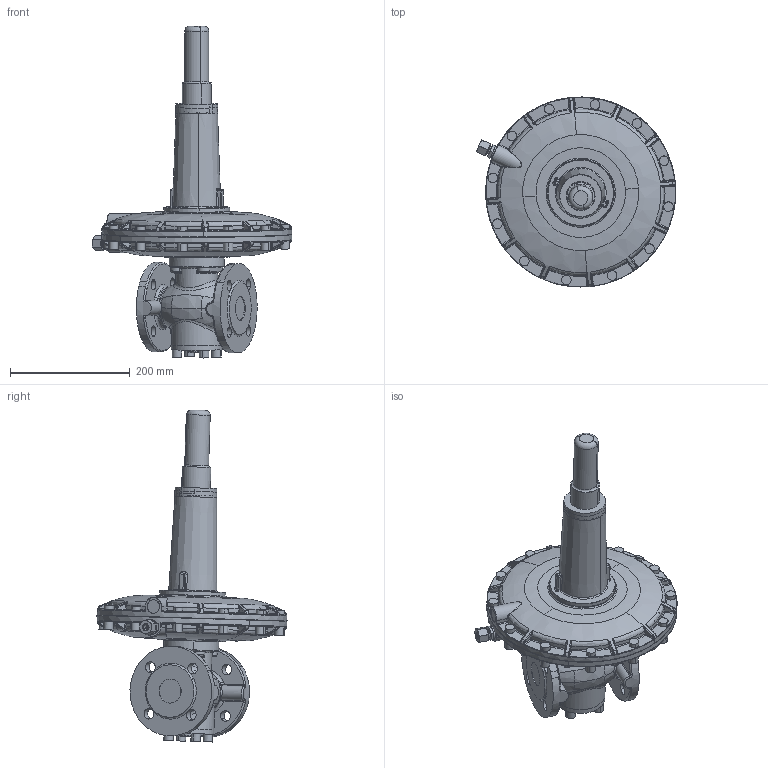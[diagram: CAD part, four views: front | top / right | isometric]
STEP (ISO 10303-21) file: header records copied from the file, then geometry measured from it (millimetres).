
FILE_DESCRIPTION(('CATIA V5 STEP'),'2;1');
FILE_NAME('R 101 DN 040-318-HDS.stp','2014-03-28T12:10:26+00:00',('none'),('none'),'CATIA Version 5 Release 19 SP 9 (IN-10)','CATIA V5 STEP AP203 Edition 2','none');
FILE_SCHEMA(('AP203_CONFIGURATION_CONTROLLED_3D_DESIGN_OF_MECHANICAL_PARTS_AND_ASSEMBLIES_MIM_LF { 1 0 10303 403 2 1 2}'));
Products named in the file (5): Product1; R 101 DN 040-318; Produkt1; 8630H1; 8630H
Assembly tree (4 placements, depth 3):
  Product1
    R 101 DN 040-318
    Produkt1
      8630H1
      8630H
Bounding box: 333.73 x 317.85 x 555.36 mm (x, y, z)
Volume: 7156033 mm3; surface area: 455747.3 mm2
Topology: 3 solids, 26 shells, 1418 faces, 3471 edges, 1910 vertices
Faces by surface type: cylinder 400, bspline 362, torus 213, plane 212, sphere 112, cone 94, revolution 25
Entity records: 62248 total; most frequent: CARTESIAN_POINT 35133, ORIENTED_EDGE 6494, DIRECTION 3651, EDGE_CURVE 3247, AXIS2_PLACEMENT_3D 2174, VERTEX_POINT 1910, EDGE_LOOP 1473, ADVANCED_FACE 1418
